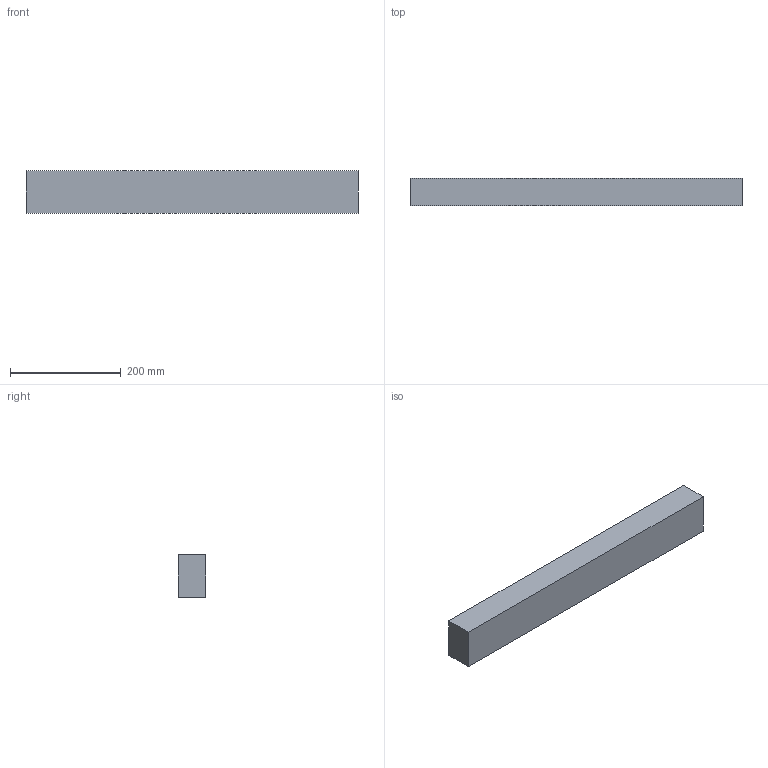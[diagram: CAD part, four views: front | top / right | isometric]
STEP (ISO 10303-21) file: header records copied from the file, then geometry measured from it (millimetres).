
FILE_DESCRIPTION (( 'STEP AP203' ), '1' );
FILE_NAME ('R-F.STEP', '2022-06-14T18:58:08', ( '' ), ( '' ), 'SwSTEP 2.0', 'SolidWorks 2021', '' );
FILE_SCHEMA (( 'CONFIG_CONTROL_DESIGN' ));
Length unit declared in the file: millimetre
Products named in the file (1): R-F
Bounding box: 599.57 x 50 x 76 mm (x, y, z)
Volume: 2196789.5 mm3; surface area: 196625 mm2
Topology: 1 solids, 1 shells, 228 faces, 456 edges, 341 vertices
Faces by surface type: plane 117, cylinder 111
Full cylindrical faces by diameter (mm): 1.2 x2, 1.7 x2, 2.2 x2, 2.7 x4, 3.2 x2, 3.45 x2, 3.7 x2, 3.8 x4, 4.2 x2, 4.4 x2, 4.7 x2, 4.8 x4, 5.2 x6, 5.8 x2, 6 x1, 6.25 x4, 6.3 x10, 6.8 x2, 7 x3, 7.3 x2, 7.8 x2, 8 x1, 8.25 x2, 8.3 x6, 8.7 x2, 8.8 x2, 9 x1, 9.3 x6, 9.8 x2, 10 x1
Entity records: 4673 total; most frequent: DIRECTION 914, CARTESIAN_POINT 693, ORIENTED_EDGE 468, AXIS2_PLACEMENT_3D 451, EDGE_LOOP 450, FACE_OUTER_BOUND 339, EDGE_CURVE 234, VERTEX_POINT 230
